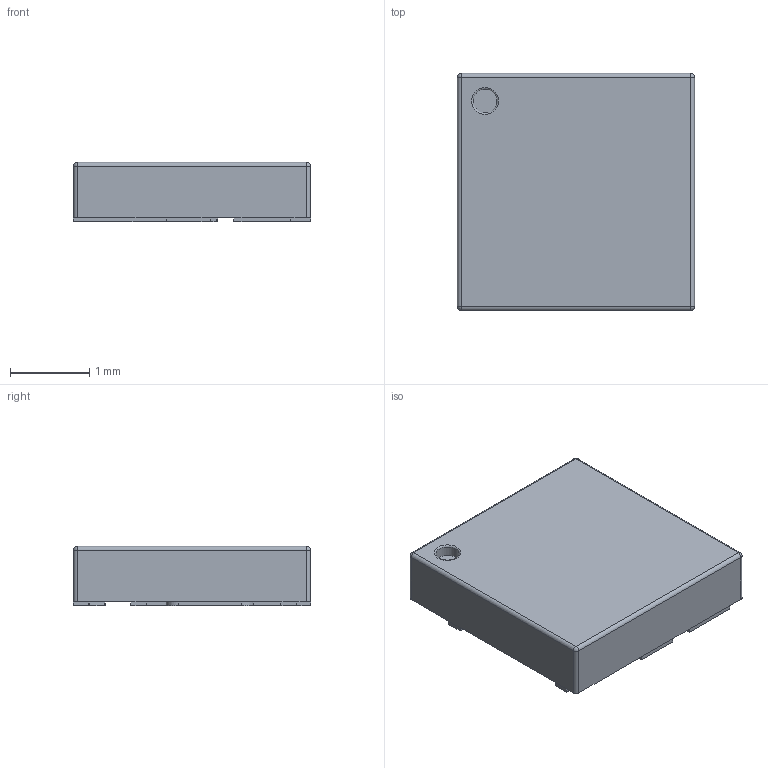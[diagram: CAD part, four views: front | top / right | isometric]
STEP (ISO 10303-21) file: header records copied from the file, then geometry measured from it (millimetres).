
FILE_DESCRIPTION(('FreeCAD Model'),'2;1');
FILE_NAME('Open CASCADE Shape Model','2021-07-13T18:03:05',(''),(''), 'Open CASCADE STEP processor 7.5','FreeCAD','Unknown');
FILE_SCHEMA(('AUTOMOTIVE_DESIGN { 1 0 10303 214 1 1 1 1 }'));
Length unit declared in the file: millimetre
Products named in the file (1): Fillet005
Bounding box: 3 x 3 x 0.75 mm (x, y, z)
Volume: 6.5 mm3; surface area: 27.6 mm2
Topology: 1 solids, 1 shells, 102 faces, 263 edges, 161 vertices
Faces by surface type: plane 66, cylinder 31, sphere 4, torus 1
Full cylindrical faces by diameter (mm): 0.3 x1
Entity records: 7025 total; most frequent: CARTESIAN_POINT 1203, DIRECTION 1005, LINE 645, VECTOR 645, ORIENTED_EDGE 518, PCURVE 518, DEFINITIONAL_REPRESENTATION 518, EDGE_CURVE 259
